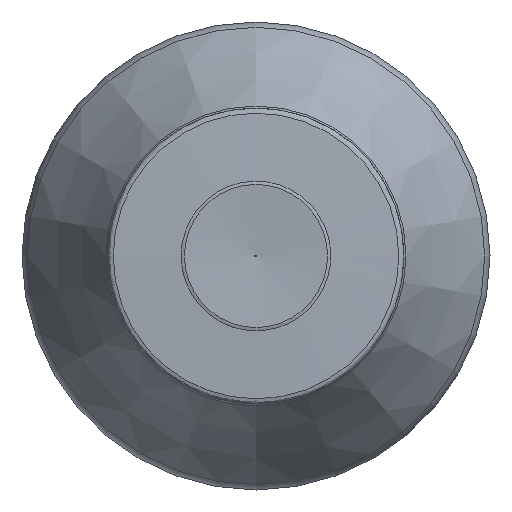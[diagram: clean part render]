
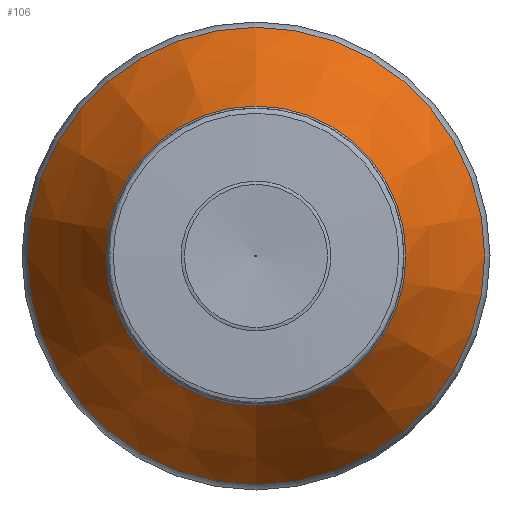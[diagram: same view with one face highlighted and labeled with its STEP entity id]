
A CAD part, left-side view. The second image highlights one B-rep face of the part: STEP entity #106.
In plain terms, the highlighted conical face has half-angle 29.358 degrees and reference radius 16.615 mm.
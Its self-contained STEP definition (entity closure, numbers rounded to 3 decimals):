
#84=CONICAL_SURFACE('',#419,16.615,29.358);
#106=ADVANCED_FACE('',(#158,#159),#84,.T.);
#158=FACE_BOUND('',#213,.T.);
#159=FACE_BOUND('',#214,.T.);
#213=EDGE_LOOP('',(#271));
#214=EDGE_LOOP('',(#272));
#271=ORIENTED_EDGE('',*,*,#344,.T.);
#272=ORIENTED_EDGE('',*,*,#343,.F.);
#314=VERTEX_POINT('',#602);
#315=VERTEX_POINT('',#605);
#343=EDGE_CURVE('',#314,#314,#372,.T.);
#344=EDGE_CURVE('',#315,#315,#373,.T.);
#372=CIRCLE('',#416,16.615);
#373=CIRCLE('',#418,10.892);
#416=AXIS2_PLACEMENT_3D('',#601,#498,#499);
#418=AXIS2_PLACEMENT_3D('',#604,#502,#503);
#419=AXIS2_PLACEMENT_3D('',#606,#504,#505);
#498=DIRECTION('',(1.,0.,0.));
#499=DIRECTION('',(0.,0.,1.));
#502=DIRECTION('',(1.,0.,0.));
#503=DIRECTION('',(0.,0.,1.));
#504=DIRECTION('',(1.,0.,0.));
#505=DIRECTION('',(0.,0.,-1.));
#601=CARTESIAN_POINT('',(79.315,0.,0.));
#602=CARTESIAN_POINT('',(79.315,0.,16.615));
#604=CARTESIAN_POINT('',(69.142,0.,0.));
#605=CARTESIAN_POINT('',(69.142,0.,10.892));
#606=CARTESIAN_POINT('',(79.315,0.,0.));
